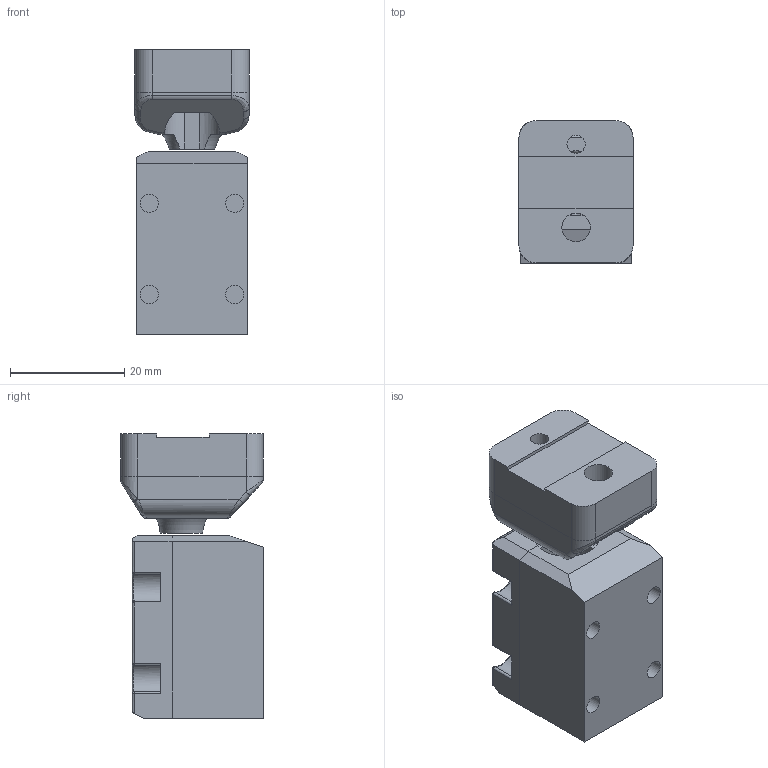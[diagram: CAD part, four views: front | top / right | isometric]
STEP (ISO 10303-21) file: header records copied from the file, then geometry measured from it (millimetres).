
FILE_DESCRIPTION(/* description */ (''),/* implementation_level */ '2;1');
FILE_NAME(/* name */ 'VORON2_v2.4_Spherical_Z_Joint.step.step',/* time_stamp */ '2021-08-26T09:57:31-07:00',/* author */ (''),/* organization */ (''),/* preprocessor_version */ 'ST-DEVELOPER v18.1',/* originating_system */ 'Autodesk Translation Framework v10.9.0.1377',/* authorisation */ '');
FILE_SCHEMA (('AUTOMOTIVE_DESIGN { 1 0 10303 214 3 1 1 }'));
Length unit declared in the file: millimetre
Products named in the file (1): VORON2_v2.4_Assembly_Z Joint
Bounding box: 20 x 25.01 x 49.85 mm (x, y, z)
Volume: 15700.5 mm3; surface area: 9574.1 mm2
Topology: 4 solids, 5 shells, 180 faces, 452 edges, 290 vertices
Faces by surface type: plane 83, cylinder 70, bspline 18, torus 9
Full cylindrical faces by diameter (mm): 3.2 x10, 5 x4
Entity records: 6112 total; most frequent: CARTESIAN_POINT 1717, DIRECTION 908, ORIENTED_EDGE 904, EDGE_CURVE 452, AXIS2_PLACEMENT_3D 326, VERTEX_POINT 290, LINE 256, VECTOR 256
